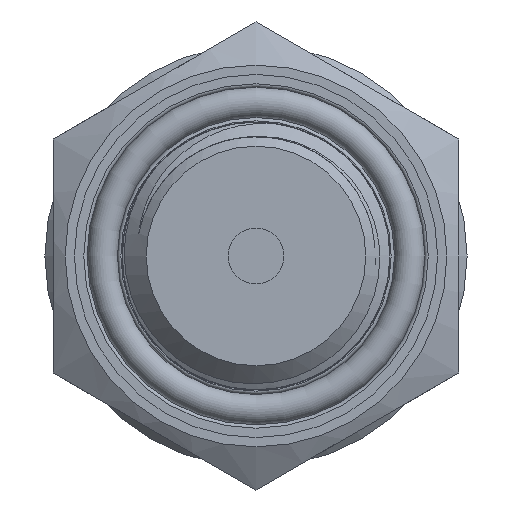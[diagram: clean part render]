
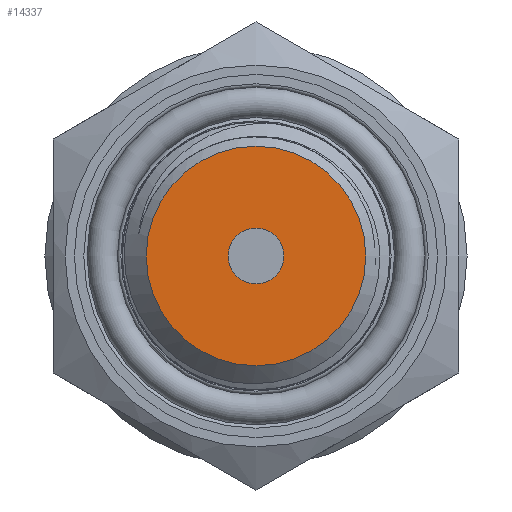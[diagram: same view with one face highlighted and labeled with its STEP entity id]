
A CAD part, left-side view. The second image highlights one B-rep face of the part: STEP entity #14337.
In plain terms, the highlighted planar face has unit normal (-1, 0, 0).
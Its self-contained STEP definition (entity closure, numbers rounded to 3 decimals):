
#481=FACE_BOUND('',#1958,.T.);
#543=PLANE('',#15141);
#1137=FACE_OUTER_BOUND('',#1957,.T.);
#1957=EDGE_LOOP('',(#11217));
#1958=EDGE_LOOP('',(#11218));
#2573=CIRCLE('',#15110,6.5);
#2588=CIRCLE('',#15140,1.65);
#6307=VERTEX_POINT('',#36235);
#6319=VERTEX_POINT('',#36950);
#8084=EDGE_CURVE('',#6307,#6307,#2573,.T.);
#8107=EDGE_CURVE('',#6319,#6319,#2588,.T.);
#11217=ORIENTED_EDGE('',*,*,#8084,.T.);
#11218=ORIENTED_EDGE('',*,*,#8107,.T.);
#14337=ADVANCED_FACE('',(#1137,#481),#543,.T.);
#15110=AXIS2_PLACEMENT_3D('',#36237,#16561,#16562);
#15140=AXIS2_PLACEMENT_3D('',#36951,#16629,#16630);
#15141=AXIS2_PLACEMENT_3D('',#36953,#16632,#16633);
#16561=DIRECTION('center_axis',(-1.,0.,0.));
#16562=DIRECTION('ref_axis',(0.,1.,0.));
#16629=DIRECTION('center_axis',(1.,0.,0.));
#16630=DIRECTION('ref_axis',(0.,0.,-1.));
#16632=DIRECTION('center_axis',(-1.,0.,0.));
#16633=DIRECTION('ref_axis',(0.,0.,1.));
#36235=CARTESIAN_POINT('',(0.,-6.5,0.));
#36237=CARTESIAN_POINT('Origin',(0.,0.,0.));
#36950=CARTESIAN_POINT('',(0.,-1.65,0.));
#36951=CARTESIAN_POINT('Origin',(0.,0.,0.));
#36953=CARTESIAN_POINT('Origin',(0.,8.,0.));
